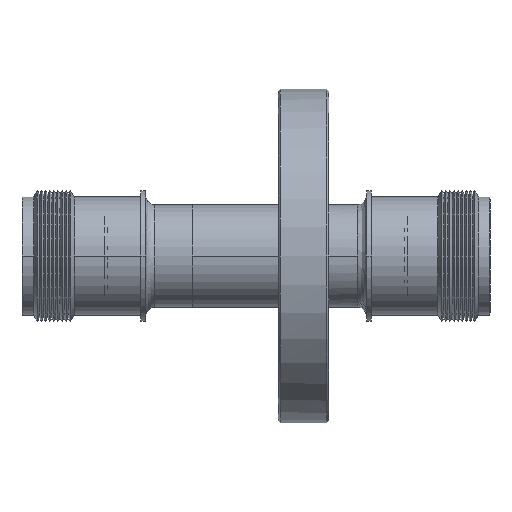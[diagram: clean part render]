
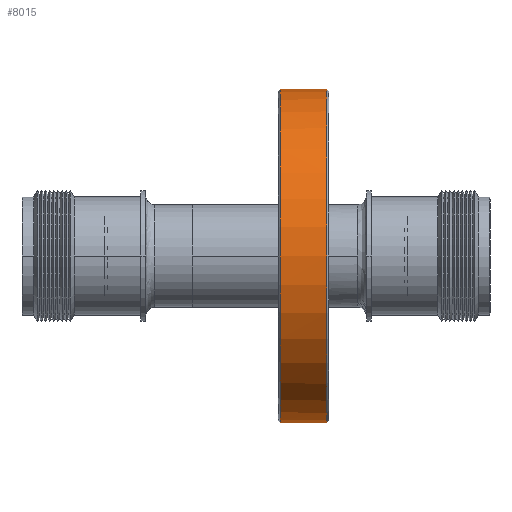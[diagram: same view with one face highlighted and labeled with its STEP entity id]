
A CAD part, left-side view. The second image highlights one B-rep face of the part: STEP entity #8015.
In plain terms, the highlighted cylindrical face has radius 56.769 mm (diameter 113.538 mm), a partial arc.
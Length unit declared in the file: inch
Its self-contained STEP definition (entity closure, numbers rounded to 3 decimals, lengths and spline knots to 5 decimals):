
#1464 = EDGE_CURVE ( 'NONE', #13758, #13730, #11862, .T. ) ;
#4179 = EDGE_CURVE ( 'NONE', #13756, #13754, #12297, .T. ) ;
#4246 = CARTESIAN_POINT ( 'NONE',  ( 0., 0.009, 0. ) ) ;
#4247 = DIRECTION ( 'NONE',  ( 0., 1., 0. ) ) ;
#4248 = DIRECTION ( 'NONE',  ( 0., 0., -1. ) ) ;
#8015 = ADVANCED_FACE ( 'NONE', ( #12416 ), #12420, .T. ) ;
#9930 = EDGE_LOOP ( 'NONE', ( #15623, #15620, #15621, #15618, #15619, #15616, #15617, #15614 ) ) ;
#11862 = CIRCLE ( 'NONE', #12721, 2.235 ) ;
#12297 = CIRCLE ( 'NONE', #12928, 2.235 ) ;
#12416 = FACE_OUTER_BOUND ( 'NONE', #9930, .T. ) ;
#12420 = CYLINDRICAL_SURFACE ( 'NONE', #12983, 2.235 ) ;
#12721 = AXIS2_PLACEMENT_3D ( 'NONE', #4246, #4247, #4248 ) ;
#12928 = AXIS2_PLACEMENT_3D ( 'NONE', #27146, #27147, #27148 ) ;
#12983 = AXIS2_PLACEMENT_3D ( 'NONE', #27342, #27340, #27335 ) ;
#13730 = VERTEX_POINT ( 'NONE', #18083 ) ;
#13754 = VERTEX_POINT ( 'NONE', #18107 ) ;
#13756 = VERTEX_POINT ( 'NONE', #18109 ) ;
#13758 = VERTEX_POINT ( 'NONE', #18111 ) ;
#13771 = VERTEX_POINT ( 'NONE', #18124 ) ;
#13796 = VERTEX_POINT ( 'NONE', #18149 ) ;
#13821 = VERTEX_POINT ( 'NONE', #18174 ) ;
#14040 = VERTEX_POINT ( 'NONE', #18222 ) ;
#15614 = ORIENTED_EDGE ( 'NONE', *, *, #1464, .F. ) ;
#15616 = ORIENTED_EDGE ( 'NONE', *, *, #18676, .F. ) ;
#15617 = ORIENTED_EDGE ( 'NONE', *, *, #18769, .F. ) ;
#15618 = ORIENTED_EDGE ( 'NONE', *, *, #18767, .F. ) ;
#15619 = ORIENTED_EDGE ( 'NONE', *, *, #18768, .F. ) ;
#15620 = ORIENTED_EDGE ( 'NONE', *, *, #4179, .T. ) ;
#15621 = ORIENTED_EDGE ( 'NONE', *, *, #18728, .T. ) ;
#15623 = ORIENTED_EDGE ( 'NONE', *, *, #18722, .F. ) ;
#18083 = CARTESIAN_POINT ( 'NONE',  ( -0.031, 0.009, -2.23479 ) ) ;
#18107 = CARTESIAN_POINT ( 'NONE',  ( 0., -0.59, 2.235 ) ) ;
#18109 = CARTESIAN_POINT ( 'NONE',  ( 0., -0.59, -2.235 ) ) ;
#18111 = CARTESIAN_POINT ( 'NONE',  ( 0., 0.009, -2.235 ) ) ;
#18124 = CARTESIAN_POINT ( 'NONE',  ( -0.031, 0.03, -2.23479 ) ) ;
#18149 = CARTESIAN_POINT ( 'NONE',  ( 0., 0.009, 2.235 ) ) ;
#18174 = CARTESIAN_POINT ( 'NONE',  ( -0.031, 0.03, 2.23479 ) ) ;
#18222 = CARTESIAN_POINT ( 'NONE',  ( -0.031, 0.009, 2.23479 ) ) ;
#18676 = EDGE_CURVE ( 'NONE', #13771, #13821, #18894, .T. ) ;
#18722 = EDGE_CURVE ( 'NONE', #13756, #13758, #18955, .T. ) ;
#18728 = EDGE_CURVE ( 'NONE', #13754, #13796, #18965, .T. ) ;
#18767 = EDGE_CURVE ( 'NONE', #14040, #13796, #19012, .T. ) ;
#18768 = EDGE_CURVE ( 'NONE', #13821, #14040, #19021, .T. ) ;
#18769 = EDGE_CURVE ( 'NONE', #13730, #13771, #19022, .T. ) ;
#18894 = CIRCLE ( 'NONE', #24446, 2.235 ) ;
#18955 = LINE ( 'NONE', #19927, #18958 ) ;
#18958 = VECTOR ( 'NONE', #19928, 39.37008 ) ;
#18965 = LINE ( 'NONE', #19934, #18967 ) ;
#18967 = VECTOR ( 'NONE', #19933, 39.37008 ) ;
#19012 = CIRCLE ( 'NONE', #24494, 2.235 ) ;
#19021 = LINE ( 'NONE', #20039, #19023 ) ;
#19022 = LINE ( 'NONE', #20048, #19025 ) ;
#19023 = VECTOR ( 'NONE', #20038, 39.37008 ) ;
#19025 = VECTOR ( 'NONE', #20049, 39.37008 ) ;
#19927 = CARTESIAN_POINT ( 'NONE',  ( 0., 0., -2.235 ) ) ;
#19928 = DIRECTION ( 'NONE',  ( 0., 1., 0. ) ) ;
#19933 = DIRECTION ( 'NONE',  ( 0., 1., 0. ) ) ;
#19934 = CARTESIAN_POINT ( 'NONE',  ( 0., 0., 2.235 ) ) ;
#20038 = DIRECTION ( 'NONE',  ( 0., -1., 0. ) ) ;
#20039 = CARTESIAN_POINT ( 'NONE',  ( -0.031, 0., 2.23479 ) ) ;
#20045 = CARTESIAN_POINT ( 'NONE',  ( 0., 0.009, 0. ) ) ;
#20046 = DIRECTION ( 'NONE',  ( 0., 1., 0. ) ) ;
#20047 = DIRECTION ( 'NONE',  ( 0., 0., -1. ) ) ;
#20048 = CARTESIAN_POINT ( 'NONE',  ( -0.031, 0., -2.23479 ) ) ;
#20049 = DIRECTION ( 'NONE',  ( 0., 1., 0. ) ) ;
#24446 = AXIS2_PLACEMENT_3D ( 'NONE', #26547, #26548, #26549 ) ;
#24494 = AXIS2_PLACEMENT_3D ( 'NONE', #20045, #20046, #20047 ) ;
#26547 = CARTESIAN_POINT ( 'NONE',  ( 0., 0.03, 0. ) ) ;
#26548 = DIRECTION ( 'NONE',  ( 0., 1., 0. ) ) ;
#26549 = DIRECTION ( 'NONE',  ( 0., 0., 1. ) ) ;
#27146 = CARTESIAN_POINT ( 'NONE',  ( 0., -0.59, 0. ) ) ;
#27147 = DIRECTION ( 'NONE',  ( 0., 1., 0. ) ) ;
#27148 = DIRECTION ( 'NONE',  ( 0., 0., 1. ) ) ;
#27335 = DIRECTION ( 'NONE',  ( 0., 0., 1. ) ) ;
#27340 = DIRECTION ( 'NONE',  ( 0., 1., 0. ) ) ;
#27342 = CARTESIAN_POINT ( 'NONE',  ( 0., 0., 0. ) ) ;
